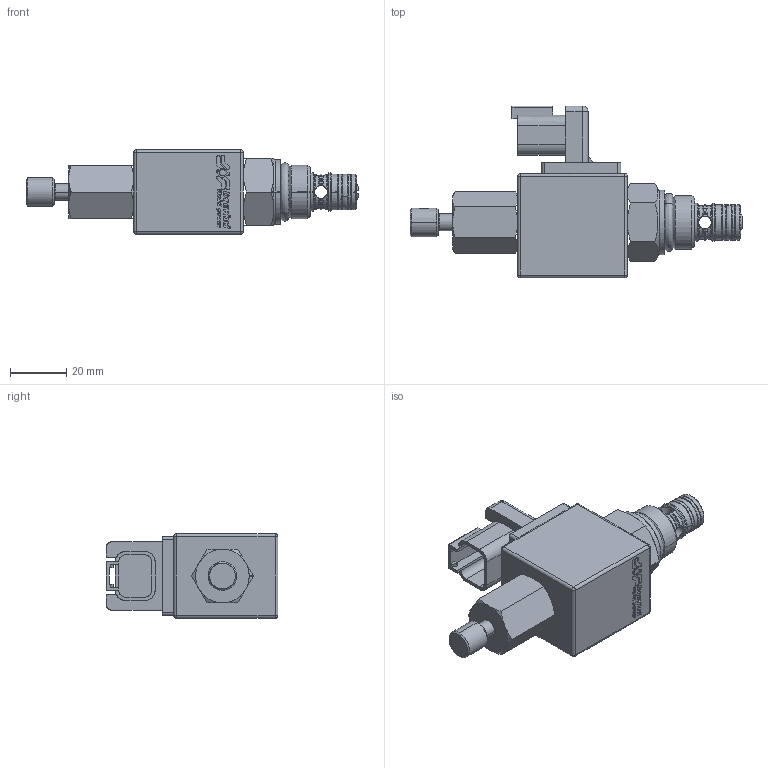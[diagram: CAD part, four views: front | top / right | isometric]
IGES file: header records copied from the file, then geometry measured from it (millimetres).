
Start section: SolidWorks IGES file using analytic representation for surfaces
Global section: file name: CRD0418NCAE-C32.igs; native system: SolidWorks 2012; preprocessor: SolidWorks 2012; author: serviziopdm; date: 131001.165338; units: millimetre
Bounding box: 117.84 x 61 x 30 mm (x, y, z)
Surface area: 16948.9 mm2 (no closed solid volume)
Topology: 0 solids, 0 shells, 434 faces, 4648 edges, 4638 vertices
Faces by surface type: bspline 258, revolution 176
